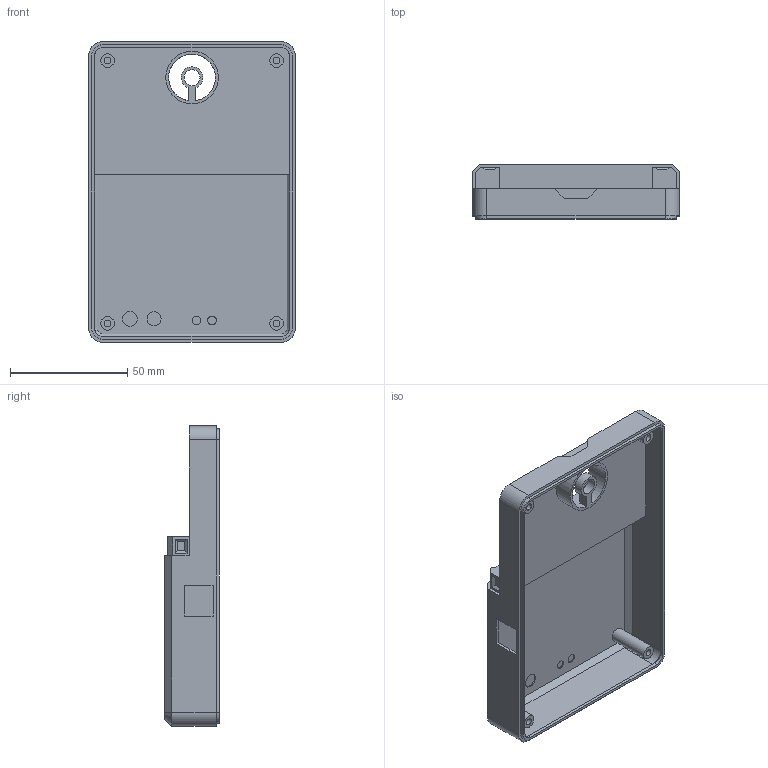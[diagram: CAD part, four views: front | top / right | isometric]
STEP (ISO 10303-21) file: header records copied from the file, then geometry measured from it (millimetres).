
FILE_DESCRIPTION(/* description */ (''),/* implementation_level */ '2;1');
FILE_NAME(/* name */ 'top.step',/* time_stamp */ '2023-11-28T14:53:42+01:00',/* author */ (''),/* organization */ (''),/* preprocessor_version */ 'ST-DEVELOPER v20',/* originating_system */ 'Autodesk Translation Framework v12.14.0.127',/* authorisation */ '');
FILE_SCHEMA (('AUTOMOTIVE_DESIGN { 1 0 10303 214 3 1 1 }'));
Length unit declared in the file: millimetre
Products named in the file (1): top
Bounding box: 88.06 x 23.3 x 128 mm (x, y, z)
Volume: 25770.3 mm3; surface area: 41945.1 mm2
Topology: 1 solids, 1 shells, 706 faces, 1905 edges, 1258 vertices
Faces by surface type: bspline 353, plane 301, cylinder 36, cone 16
Full cylindrical faces by diameter (mm): 2.9 x4, 3.488 x1, 3.742 x1, 5.9 x4, 5.947 x1, 6.317 x1, 6.8 x1, 20 x1, 22.4 x1
Entity records: 25231 total; most frequent: CARTESIAN_POINT 9835, ORIENTED_EDGE 3810, DIRECTION 2001, EDGE_CURVE 1905, VERTEX_POINT 1258, LINE 1105, VECTOR 1105, EDGE_LOOP 771
